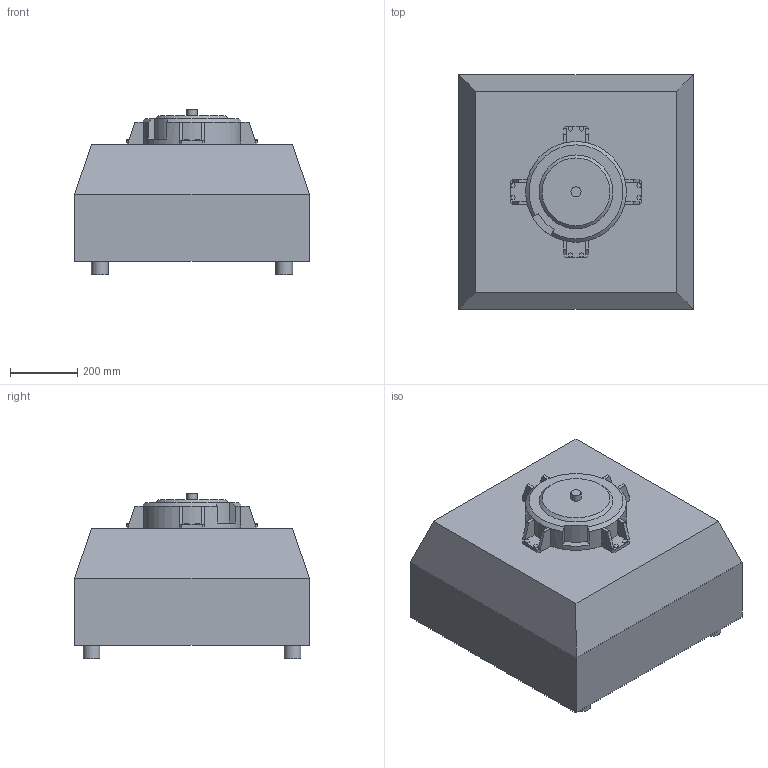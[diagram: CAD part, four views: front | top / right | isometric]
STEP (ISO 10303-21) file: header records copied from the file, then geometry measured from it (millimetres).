
FILE_DESCRIPTION(/* description */ (''),/* implementation_level */ '2;1');
FILE_NAME(/* name */ 'base_link.step',/* time_stamp */ '2023-12-01T14:03:13-05:00',/* author */ (''),/* organization */ (''),/* preprocessor_version */ 'ST-DEVELOPER v20',/* originating_system */ 'Autodesk Translation Framework v12.14.0.127',/* authorisation */ '');
FILE_SCHEMA (('AUTOMOTIVE_DESIGN { 1 0 10303 214 3 1 1 }'));
Length unit declared in the file: millimetre
Products named in the file (1): OCT robot
Bounding box: 700 x 700 x 494 mm (x, y, z)
Volume: 167587459.3 mm3; surface area: 1950559.8 mm2
Topology: 1 solids, 1 shells, 140 faces, 341 edges, 218 vertices
Faces by surface type: plane 124, cylinder 14, cone 2
Full cylindrical faces by diameter (mm): 30 x1, 50 x4
Entity records: 4055 total; most frequent: CARTESIAN_POINT 700, ORIENTED_EDGE 682, DIRECTION 664, EDGE_CURVE 341, LINE 300, VECTOR 300, VERTEX_POINT 218, AXIS2_PLACEMENT_3D 182
